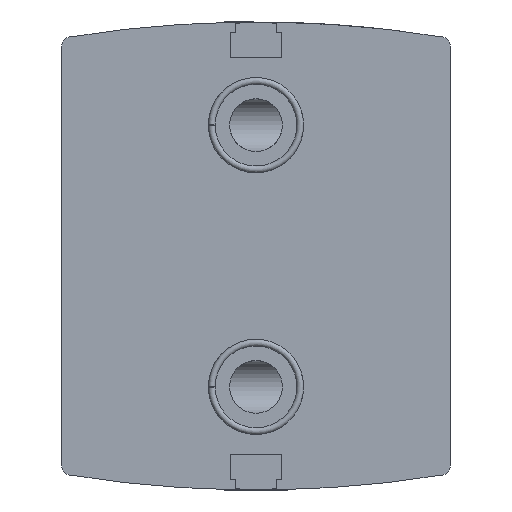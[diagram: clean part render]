
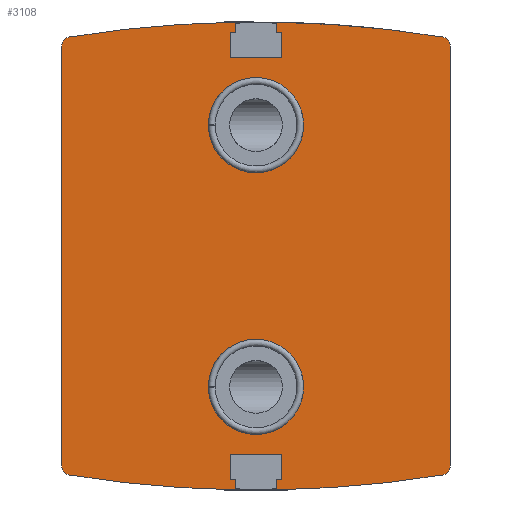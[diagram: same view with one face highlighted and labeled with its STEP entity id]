
A CAD part, front view. The second image highlights one B-rep face of the part: STEP entity #3108.
In plain terms, the highlighted planar face has unit normal (0, -1, 0).
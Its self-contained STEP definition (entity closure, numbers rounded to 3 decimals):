
#71=PLANE('',#3321);
#192=LINE('',#4501,#385);
#197=LINE('',#4519,#390);
#201=LINE('',#4527,#394);
#204=LINE('',#4533,#397);
#207=LINE('',#4539,#400);
#210=LINE('',#4545,#403);
#213=LINE('',#4551,#406);
#216=LINE('',#4557,#409);
#219=LINE('',#4568,#412);
#223=LINE('',#4580,#416);
#226=LINE('',#4586,#419);
#229=LINE('',#4592,#422);
#232=LINE('',#4598,#425);
#235=LINE('',#4604,#428);
#238=LINE('',#4610,#431);
#241=LINE('',#4616,#434);
#385=VECTOR('',#3649,1000.);
#390=VECTOR('',#3668,1000.);
#394=VECTOR('',#3674,1000.);
#397=VECTOR('',#3679,1000.);
#400=VECTOR('',#3684,1000.);
#403=VECTOR('',#3689,1000.);
#406=VECTOR('',#3694,1000.);
#409=VECTOR('',#3699,1000.);
#412=VECTOR('',#3712,1000.);
#416=VECTOR('',#3726,1000.);
#419=VECTOR('',#3731,1000.);
#422=VECTOR('',#3736,1000.);
#425=VECTOR('',#3741,1000.);
#428=VECTOR('',#3746,1000.);
#431=VECTOR('',#3751,1000.);
#434=VECTOR('',#3756,1000.);
#784=ORIENTED_EDGE('',*,*,#1394,.F.);
#785=ORIENTED_EDGE('',*,*,#1395,.F.);
#786=ORIENTED_EDGE('',*,*,#1319,.F.);
#787=ORIENTED_EDGE('',*,*,#1387,.F.);
#788=ORIENTED_EDGE('',*,*,#1383,.F.);
#789=ORIENTED_EDGE('',*,*,#1380,.F.);
#790=ORIENTED_EDGE('',*,*,#1377,.F.);
#791=ORIENTED_EDGE('',*,*,#1374,.F.);
#792=ORIENTED_EDGE('',*,*,#1371,.F.);
#793=ORIENTED_EDGE('',*,*,#1368,.F.);
#794=ORIENTED_EDGE('',*,*,#1365,.F.);
#795=ORIENTED_EDGE('',*,*,#1363,.F.);
#796=ORIENTED_EDGE('',*,*,#1361,.F.);
#797=ORIENTED_EDGE('',*,*,#1359,.F.);
#798=ORIENTED_EDGE('',*,*,#1355,.F.);
#799=ORIENTED_EDGE('',*,*,#1238,.F.);
#800=ORIENTED_EDGE('',*,*,#1353,.F.);
#801=ORIENTED_EDGE('',*,*,#1350,.F.);
#802=ORIENTED_EDGE('',*,*,#1347,.F.);
#803=ORIENTED_EDGE('',*,*,#1344,.F.);
#804=ORIENTED_EDGE('',*,*,#1341,.F.);
#805=ORIENTED_EDGE('',*,*,#1338,.F.);
#806=ORIENTED_EDGE('',*,*,#1334,.F.);
#807=ORIENTED_EDGE('',*,*,#1331,.F.);
#808=ORIENTED_EDGE('',*,*,#1328,.F.);
#809=ORIENTED_EDGE('',*,*,#1325,.F.);
#1238=EDGE_CURVE('',#1577,#1578,#1807,.T.);
#1319=EDGE_CURVE('',#1639,#1640,#1836,.T.);
#1325=EDGE_CURVE('',#1640,#1645,#192,.T.);
#1328=EDGE_CURVE('',#1645,#1647,#1840,.T.);
#1331=EDGE_CURVE('',#1647,#1649,#1842,.T.);
#1334=EDGE_CURVE('',#1649,#1651,#197,.T.);
#1338=EDGE_CURVE('',#1651,#1654,#201,.T.);
#1341=EDGE_CURVE('',#1654,#1656,#204,.T.);
#1344=EDGE_CURVE('',#1656,#1658,#207,.T.);
#1347=EDGE_CURVE('',#1658,#1660,#210,.T.);
#1350=EDGE_CURVE('',#1660,#1662,#213,.T.);
#1353=EDGE_CURVE('',#1662,#1577,#216,.T.);
#1355=EDGE_CURVE('',#1578,#1664,#1844,.T.);
#1359=EDGE_CURVE('',#1664,#1667,#219,.T.);
#1361=EDGE_CURVE('',#1667,#1668,#1847,.T.);
#1363=EDGE_CURVE('',#1668,#1669,#1848,.T.);
#1365=EDGE_CURVE('',#1669,#1670,#223,.T.);
#1368=EDGE_CURVE('',#1670,#1672,#226,.T.);
#1371=EDGE_CURVE('',#1672,#1674,#229,.T.);
#1374=EDGE_CURVE('',#1674,#1676,#232,.T.);
#1377=EDGE_CURVE('',#1676,#1678,#235,.T.);
#1380=EDGE_CURVE('',#1678,#1680,#238,.T.);
#1383=EDGE_CURVE('',#1680,#1682,#241,.T.);
#1387=EDGE_CURVE('',#1682,#1639,#1849,.T.);
#1394=EDGE_CURVE('',#1689,#1689,#1855,.T.);
#1395=EDGE_CURVE('',#1690,#1690,#1856,.T.);
#1577=VERTEX_POINT('',#4241);
#1578=VERTEX_POINT('',#4242);
#1639=VERTEX_POINT('',#4489);
#1640=VERTEX_POINT('',#4490);
#1645=VERTEX_POINT('',#4502);
#1647=VERTEX_POINT('',#4508);
#1649=VERTEX_POINT('',#4514);
#1651=VERTEX_POINT('',#4520);
#1654=VERTEX_POINT('',#4528);
#1656=VERTEX_POINT('',#4534);
#1658=VERTEX_POINT('',#4540);
#1660=VERTEX_POINT('',#4546);
#1662=VERTEX_POINT('',#4552);
#1664=VERTEX_POINT('',#4561);
#1667=VERTEX_POINT('',#4569);
#1668=VERTEX_POINT('',#4573);
#1669=VERTEX_POINT('',#4577);
#1670=VERTEX_POINT('',#4581);
#1672=VERTEX_POINT('',#4587);
#1674=VERTEX_POINT('',#4593);
#1676=VERTEX_POINT('',#4599);
#1678=VERTEX_POINT('',#4605);
#1680=VERTEX_POINT('',#4611);
#1682=VERTEX_POINT('',#4617);
#1689=VERTEX_POINT('',#4638);
#1690=VERTEX_POINT('',#4640);
#1807=CIRCLE('',#3231,147.);
#1836=CIRCLE('',#3279,1.2);
#1840=CIRCLE('',#3285,1.2);
#1842=CIRCLE('',#3288,147.);
#1844=CIRCLE('',#3298,1.2);
#1847=CIRCLE('',#3303,1.2);
#1848=CIRCLE('',#3305,147.);
#1849=CIRCLE('',#3314,147.);
#1855=CIRCLE('',#3322,6.);
#1856=CIRCLE('',#3323,6.);
#1970=EDGE_LOOP('',(#784));
#1971=EDGE_LOOP('',(#785));
#1972=EDGE_LOOP('',(#786,#787,#788,#789,#790,#791,#792,#793,#794,#795,#796,
#797,#798,#799,#800,#801,#802,#803,#804,#805,#806,#807,#808,#809));
#2155=FACE_BOUND('',#1970,.T.);
#2156=FACE_BOUND('',#1971,.T.);
#2157=FACE_BOUND('',#1972,.T.);
#3108=ADVANCED_FACE('',(#2155,#2156,#2157),#71,.F.);
#3231=AXIS2_PLACEMENT_3D('',#4240,#3510,#3511);
#3279=AXIS2_PLACEMENT_3D('',#4488,#3637,#3638);
#3285=AXIS2_PLACEMENT_3D('',#4507,#3654,#3655);
#3288=AXIS2_PLACEMENT_3D('',#4513,#3661,#3662);
#3298=AXIS2_PLACEMENT_3D('',#4560,#3703,#3704);
#3303=AXIS2_PLACEMENT_3D('',#4572,#3716,#3717);
#3305=AXIS2_PLACEMENT_3D('',#4576,#3721,#3722);
#3314=AXIS2_PLACEMENT_3D('',#4624,#3762,#3763);
#3321=AXIS2_PLACEMENT_3D('',#4636,#3777,#3778);
#3322=AXIS2_PLACEMENT_3D('',#4637,#3779,#3780);
#3323=AXIS2_PLACEMENT_3D('',#4639,#3781,#3782);
#3510=DIRECTION('',(0.,1.,0.));
#3511=DIRECTION('',(1.,0.,0.));
#3637=DIRECTION('',(0.,1.,0.));
#3638=DIRECTION('',(1.,0.,0.));
#3649=DIRECTION('',(0.,0.,1.));
#3654=DIRECTION('',(0.,1.,0.));
#3655=DIRECTION('',(1.,0.,0.));
#3661=DIRECTION('',(0.,1.,0.));
#3662=DIRECTION('',(1.,0.,0.));
#3668=DIRECTION('',(0.,0.,-1.));
#3674=DIRECTION('',(-1.,0.,0.));
#3679=DIRECTION('',(0.,0.,-1.));
#3684=DIRECTION('',(1.,0.,0.));
#3689=DIRECTION('',(0.,0.,1.));
#3694=DIRECTION('',(-1.,0.,0.));
#3699=DIRECTION('',(0.,0.,1.));
#3703=DIRECTION('',(0.,1.,0.));
#3704=DIRECTION('',(1.,0.,0.));
#3712=DIRECTION('',(0.,0.,-1.));
#3716=DIRECTION('',(0.,1.,0.));
#3717=DIRECTION('',(1.,0.,0.));
#3721=DIRECTION('',(0.,1.,0.));
#3722=DIRECTION('',(1.,0.,0.));
#3726=DIRECTION('',(0.,0.,1.));
#3731=DIRECTION('',(1.,0.,0.));
#3736=DIRECTION('',(0.,0.,1.));
#3741=DIRECTION('',(-1.,0.,0.));
#3746=DIRECTION('',(0.,0.,-1.));
#3751=DIRECTION('',(1.,0.,0.));
#3756=DIRECTION('',(0.,0.,-1.));
#3762=DIRECTION('',(0.,1.,0.));
#3763=DIRECTION('',(1.,0.,0.));
#3777=DIRECTION('',(0.,1.,0.));
#3778=DIRECTION('',(0.,0.,1.));
#3779=DIRECTION('',(0.,-1.,0.));
#3780=DIRECTION('',(0.,0.,-1.));
#3781=DIRECTION('',(0.,-1.,0.));
#3782=DIRECTION('',(0.,0.,-1.));
#4240=CARTESIAN_POINT('',(0.,0.,-117.5));
#4241=CARTESIAN_POINT('',(2.6,0.,29.477));
#4242=CARTESIAN_POINT('',(23.492,0.,27.611));
#4488=CARTESIAN_POINT('',(-23.3,0.,-26.426));
#4489=CARTESIAN_POINT('',(-23.492,0.,-27.611));
#4490=CARTESIAN_POINT('',(-24.5,0.,-26.426));
#4501=CARTESIAN_POINT('',(-24.5,0.,-26.426));
#4502=CARTESIAN_POINT('',(-24.5,0.,26.426));
#4507=CARTESIAN_POINT('',(-23.3,0.,26.426));
#4508=CARTESIAN_POINT('',(-23.492,0.,27.611));
#4513=CARTESIAN_POINT('',(0.,0.,-117.5));
#4514=CARTESIAN_POINT('',(-2.6,0.,29.477));
#4519=CARTESIAN_POINT('',(-2.6,0.,29.477));
#4520=CARTESIAN_POINT('',(-2.6,0.,28.2));
#4527=CARTESIAN_POINT('',(-2.6,0.,28.2));
#4528=CARTESIAN_POINT('',(-3.25,0.,28.2));
#4533=CARTESIAN_POINT('',(-3.25,0.,28.2));
#4534=CARTESIAN_POINT('',(-3.25,0.,25.));
#4539=CARTESIAN_POINT('',(-3.25,0.,25.));
#4540=CARTESIAN_POINT('',(3.25,0.,25.));
#4545=CARTESIAN_POINT('',(3.25,0.,25.));
#4546=CARTESIAN_POINT('',(3.25,0.,28.2));
#4551=CARTESIAN_POINT('',(3.25,0.,28.2));
#4552=CARTESIAN_POINT('',(2.6,0.,28.2));
#4557=CARTESIAN_POINT('',(2.6,0.,28.2));
#4560=CARTESIAN_POINT('',(23.3,0.,26.426));
#4561=CARTESIAN_POINT('',(24.5,0.,26.426));
#4568=CARTESIAN_POINT('',(24.5,0.,26.426));
#4569=CARTESIAN_POINT('',(24.5,0.,-26.426));
#4572=CARTESIAN_POINT('',(23.3,0.,-26.426));
#4573=CARTESIAN_POINT('',(23.492,0.,-27.611));
#4576=CARTESIAN_POINT('',(0.,0.,117.5));
#4577=CARTESIAN_POINT('',(2.6,0.,-29.477));
#4580=CARTESIAN_POINT('',(2.6,0.,-29.477));
#4581=CARTESIAN_POINT('',(2.6,0.,-28.2));
#4586=CARTESIAN_POINT('',(2.6,0.,-28.2));
#4587=CARTESIAN_POINT('',(3.25,0.,-28.2));
#4592=CARTESIAN_POINT('',(3.25,0.,-28.2));
#4593=CARTESIAN_POINT('',(3.25,0.,-25.));
#4598=CARTESIAN_POINT('',(3.25,0.,-25.));
#4599=CARTESIAN_POINT('',(-3.25,0.,-25.));
#4604=CARTESIAN_POINT('',(-3.25,0.,-25.));
#4605=CARTESIAN_POINT('',(-3.25,0.,-28.2));
#4610=CARTESIAN_POINT('',(-3.25,0.,-28.2));
#4611=CARTESIAN_POINT('',(-2.6,0.,-28.2));
#4616=CARTESIAN_POINT('',(-2.6,0.,-28.2));
#4617=CARTESIAN_POINT('',(-2.6,0.,-29.477));
#4624=CARTESIAN_POINT('',(0.,0.,117.5));
#4636=CARTESIAN_POINT('',(-23.3,0.,-26.426));
#4637=CARTESIAN_POINT('',(0.,0.,-16.5));
#4638=CARTESIAN_POINT('',(0.,0.,-22.5));
#4639=CARTESIAN_POINT('',(0.,0.,16.5));
#4640=CARTESIAN_POINT('',(0.,0.,10.5));
